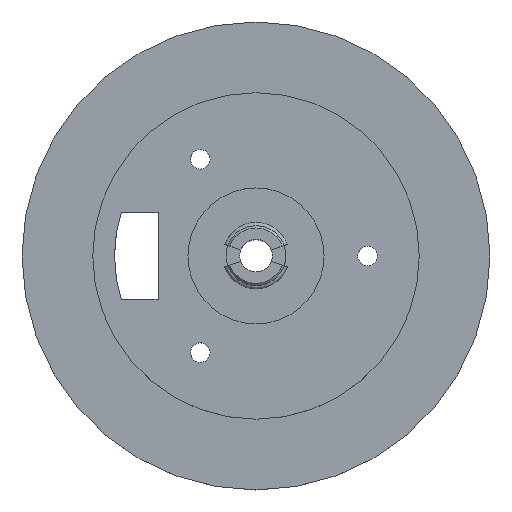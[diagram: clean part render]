
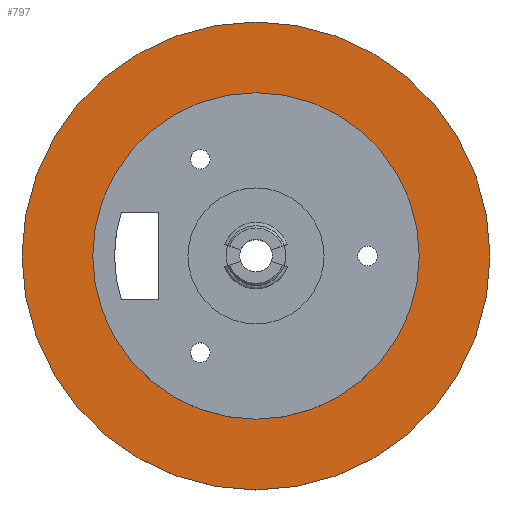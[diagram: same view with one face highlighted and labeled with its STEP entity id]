
A CAD part, top view. The second image highlights one B-rep face of the part: STEP entity #797.
In plain terms, the highlighted planar face has unit normal (0, 0, 1).
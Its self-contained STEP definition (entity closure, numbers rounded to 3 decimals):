
#19=FACE_BOUND('',#107,.T.);
#32=PLANE('',#858);
#61=FACE_OUTER_BOUND('',#106,.T.);
#106=EDGE_LOOP('',(#553));
#107=EDGE_LOOP('',(#554));
#313=CIRCLE('',#856,21.5);
#315=CIRCLE('',#859,15.);
#355=VERTEX_POINT('',#1195);
#357=VERTEX_POINT('',#1201);
#432=EDGE_CURVE('',#355,#355,#313,.T.);
#435=EDGE_CURVE('',#357,#357,#315,.T.);
#553=ORIENTED_EDGE('',*,*,#432,.T.);
#554=ORIENTED_EDGE('',*,*,#435,.F.);
#797=ADVANCED_FACE('',(#61,#19),#32,.T.);
#856=AXIS2_PLACEMENT_3D('',#1196,#946,#947);
#858=AXIS2_PLACEMENT_3D('',#1200,#951,#952);
#859=AXIS2_PLACEMENT_3D('',#1202,#953,#954);
#946=DIRECTION('center_axis',(0.,0.,1.));
#947=DIRECTION('ref_axis',(1.,0.,0.));
#951=DIRECTION('center_axis',(0.,0.,1.));
#952=DIRECTION('ref_axis',(1.,0.,0.));
#953=DIRECTION('center_axis',(0.,0.,1.));
#954=DIRECTION('ref_axis',(1.,0.,0.));
#1195=CARTESIAN_POINT('',(-21.5,0.,4.5));
#1196=CARTESIAN_POINT('Origin',(0.,0.,4.5));
#1200=CARTESIAN_POINT('Origin',(0.,0.,4.5));
#1201=CARTESIAN_POINT('',(-15.,0.,4.5));
#1202=CARTESIAN_POINT('Origin',(0.,0.,4.5));
